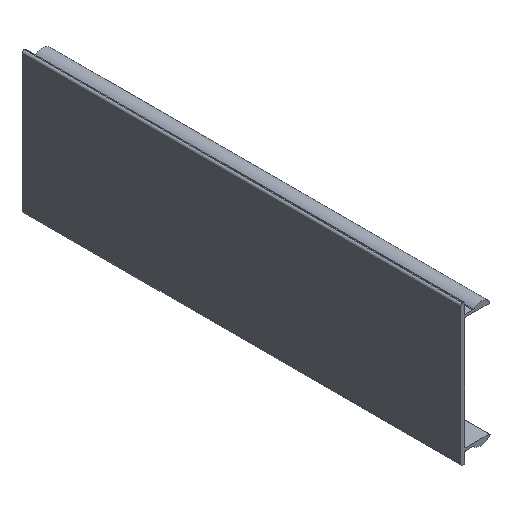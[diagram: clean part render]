
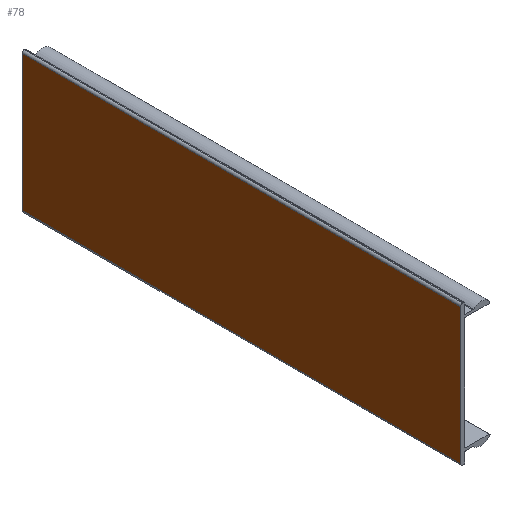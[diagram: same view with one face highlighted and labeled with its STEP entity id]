
A CAD part, isometric view. The second image highlights one B-rep face of the part: STEP entity #78.
In plain terms, the highlighted planar face has unit normal (-1, 0, 0).
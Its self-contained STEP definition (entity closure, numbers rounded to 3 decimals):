
#78 = ADVANCED_FACE( '', ( #161 ), #162, .T. );
#161 = FACE_OUTER_BOUND( '', #246, .T. );
#162 = PLANE( '', #247 );
#246 = EDGE_LOOP( '', ( #415, #416, #417, #418 ) );
#247 = AXIS2_PLACEMENT_3D( '', #419, #420, #421 );
#415 = ORIENTED_EDGE( '', *, *, #602, .F. );
#416 = ORIENTED_EDGE( '', *, *, #603, .F. );
#417 = ORIENTED_EDGE( '', *, *, #599, .T. );
#418 = ORIENTED_EDGE( '', *, *, #579, .T. );
#419 = CARTESIAN_POINT( '', ( -3.34, 100., -15.5 ) );
#420 = DIRECTION( '', ( -1., 0., 0. ) );
#421 = DIRECTION( '', ( 0., 0., 1. ) );
#579 = EDGE_CURVE( '', #713, #710, #714, .T. );
#599 = EDGE_CURVE( '', #740, #713, #741, .T. );
#602 = EDGE_CURVE( '', #744, #710, #745, .T. );
#603 = EDGE_CURVE( '', #740, #744, #746, .T. );
#710 = VERTEX_POINT( '', #881 );
#713 = VERTEX_POINT( '', #884 );
#714 = LINE( '', #885, #886 );
#740 = VERTEX_POINT( '', #920 );
#741 = LINE( '', #921, #922 );
#744 = VERTEX_POINT( '', #925 );
#745 = LINE( '', #926, #927 );
#746 = LINE( '', #928, #929 );
#881 = CARTESIAN_POINT( '', ( -3.34, 0., -15.5 ) );
#884 = CARTESIAN_POINT( '', ( -3.34, 100., -15.5 ) );
#885 = CARTESIAN_POINT( '', ( -3.34, 100., -15.5 ) );
#886 = VECTOR( '', #1028, 1000. );
#920 = CARTESIAN_POINT( '', ( -3.34, 100., 15.5 ) );
#921 = CARTESIAN_POINT( '', ( -3.34, 100., 15.5 ) );
#922 = VECTOR( '', #1061, 1000. );
#925 = CARTESIAN_POINT( '', ( -3.34, 0., 15.5 ) );
#926 = CARTESIAN_POINT( '', ( -3.34, 0., -15.5 ) );
#927 = VECTOR( '', #1065, 1000. );
#928 = CARTESIAN_POINT( '', ( -3.34, 100., 15.5 ) );
#929 = VECTOR( '', #1066, 1000. );
#1028 = DIRECTION( '', ( 0., -1., 0. ) );
#1061 = DIRECTION( '', ( 0., 0., -1. ) );
#1065 = DIRECTION( '', ( 0., 0., -1. ) );
#1066 = DIRECTION( '', ( 0., -1., 0. ) );
